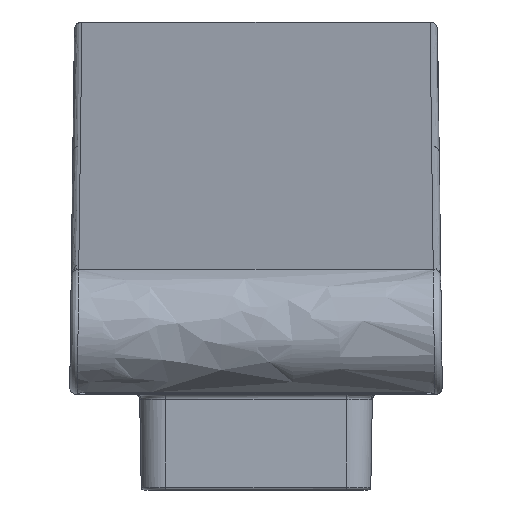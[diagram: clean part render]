
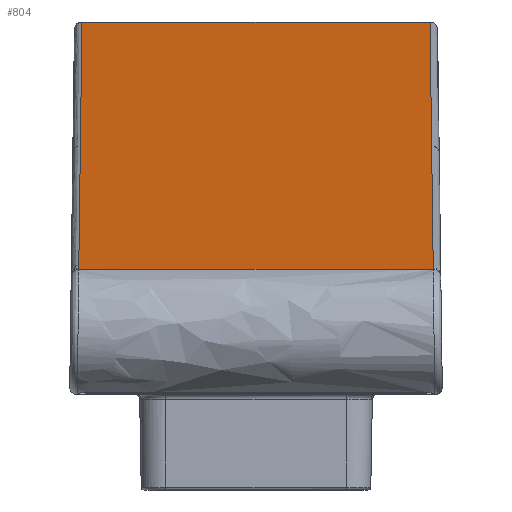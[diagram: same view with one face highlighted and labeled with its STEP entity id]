
A CAD part, front view. The second image highlights one B-rep face of the part: STEP entity #804.
In plain terms, the highlighted planar face has unit normal (0, -0.219, 0.976).
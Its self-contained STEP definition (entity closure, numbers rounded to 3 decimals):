
#804=ADVANCED_FACE('',(#1068),#3914,.T.);
#1068=FACE_OUTER_BOUND('',#1336,.T.);
#1336=EDGE_LOOP('',(#2158,#2159,#2160,#2161));
#2158=ORIENTED_EDGE('',*,*,#2912,.T.);
#2159=ORIENTED_EDGE('',*,*,#2854,.T.);
#2160=ORIENTED_EDGE('',*,*,#2896,.T.);
#2161=ORIENTED_EDGE('',*,*,#2951,.T.);
#2854=EDGE_CURVE('',#3666,#3667,#3328,.T.);
#2896=EDGE_CURVE('',#3667,#3703,#3353,.T.);
#2912=EDGE_CURVE('',#3715,#3666,#3358,.T.);
#2951=EDGE_CURVE('',#3703,#3715,#3374,.T.);
#3328=B_SPLINE_CURVE_WITH_KNOTS('',1,(#8410,#8411),.UNSPECIFIED.,.F.,.F.,
(2,2),(-1.,0.),.UNSPECIFIED.);
#3353=B_SPLINE_CURVE_WITH_KNOTS('',1,(#8560,#8561),.UNSPECIFIED.,.F.,.F.,
(2,2),(0.,193.925),.UNSPECIFIED.);
#3358=B_SPLINE_CURVE_WITH_KNOTS('',1,(#8619,#8620),.UNSPECIFIED.,.F.,.F.,
(2,2),(0.,193.925),.UNSPECIFIED.);
#3374=B_SPLINE_CURVE_WITH_KNOTS('',1,(#8736,#8737),.UNSPECIFIED.,.F.,.F.,
(2,2),(0.,59.786),.UNSPECIFIED.);
#3666=VERTEX_POINT('',#8183);
#3667=VERTEX_POINT('',#8184);
#3703=VERTEX_POINT('',#8220);
#3715=VERTEX_POINT('',#8232);
#3914=PLANE('',#4012);
#4012=AXIS2_PLACEMENT_3D('',#8134,#4095,$);
#4095=DIRECTION('',(0.,-0.219,0.976));
#8134=CARTESIAN_POINT('',(-37.149,17.46,75.691));
#8183=CARTESIAN_POINT('',(-30.45,-191.393,28.836));
#8184=CARTESIAN_POINT('',(30.448,-191.393,28.836));
#8220=CARTESIAN_POINT('',(29.892,-2.172,71.287));
#8232=CARTESIAN_POINT('',(-29.894,-2.172,71.287));
#8410=CARTESIAN_POINT('',(-30.45,-191.393,28.836));
#8411=CARTESIAN_POINT('',(30.448,-191.393,28.836));
#8560=CARTESIAN_POINT('',(30.448,-191.393,28.836));
#8561=CARTESIAN_POINT('',(29.892,-2.172,71.287));
#8619=CARTESIAN_POINT('',(-29.894,-2.172,71.287));
#8620=CARTESIAN_POINT('',(-30.45,-191.393,28.836));
#8736=CARTESIAN_POINT('',(29.892,-2.172,71.287));
#8737=CARTESIAN_POINT('',(-29.894,-2.172,71.287));
